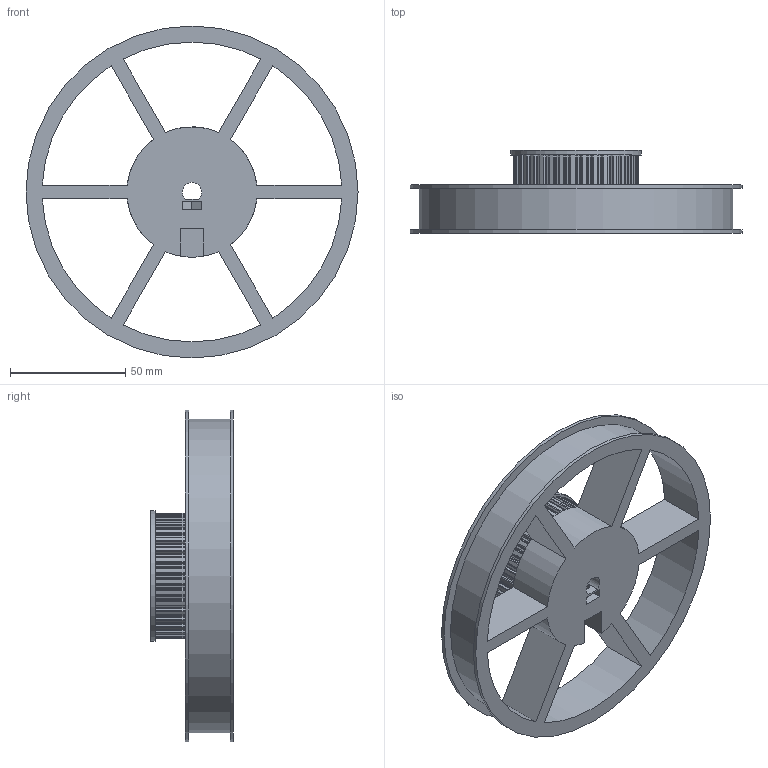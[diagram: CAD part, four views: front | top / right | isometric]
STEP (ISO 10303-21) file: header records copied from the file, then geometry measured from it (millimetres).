
FILE_DESCRIPTION(/* description */ (''),/* implementation_level */ '2;1');
FILE_NAME(/* name */ 'DriveWheel v2.step',/* time_stamp */ '2024-02-21T19:18:46+01:00',/* author */ (''),/* organization */ (''),/* preprocessor_version */ 'ST-DEVELOPER v20',/* originating_system */ 'Autodesk Translation Framework v12.20.1.177',/* authorisation */ '');
FILE_SCHEMA (('AUTOMOTIVE_DESIGN { 1 0 10303 214 3 1 1 }'));
Length unit declared in the file: millimetre
Products named in the file (1): DriveWheel
Bounding box: 144.14 x 36 x 144.14 mm (x, y, z)
Volume: 142586.4 mm3; surface area: 51554.8 mm2
Topology: 1 solids, 1 shells, 328 faces, 963 edges, 642 vertices
Faces by surface type: cylinder 194, plane 134
Full cylindrical faces by diameter (mm): 5.1 x2, 56.595 x1, 136.138 x1, 144.138 x2
Entity records: 11133 total; most frequent: DIRECTION 2011, CARTESIAN_POINT 1934, ORIENTED_EDGE 1926, EDGE_CURVE 963, AXIS2_PLACEMENT_3D 719, VERTEX_POINT 642, LINE 573, VECTOR 573
